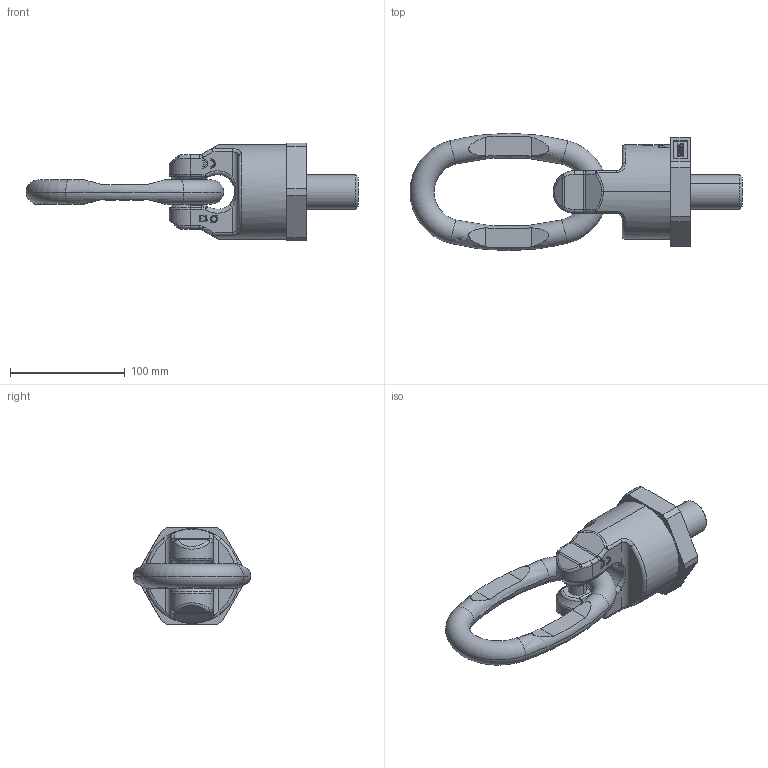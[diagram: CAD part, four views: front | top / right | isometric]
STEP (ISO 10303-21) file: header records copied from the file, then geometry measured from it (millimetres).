
FILE_DESCRIPTION((''),'2;1');
FILE_NAME('001-M31395-P-20_ASM','2019-09-11T',('anja.joas'),(''),'PRO/ENGINEER BY PARAMETRIC TECHNOLOGY CORPORATION, 2011490','PRO/ENGINEER BY PARAMETRIC TECHNOLOGY CORPORATION, 2011490','');
FILE_SCHEMA(('CONFIG_CONTROL_DESIGN'));
Length unit declared in the file: millimetre
Products named in the file (4): 001-M31395-P-20_AF0; 001-M31395-P-40; 001-M31290-004; 001-M31395-P-20_ASM
Assembly tree (3 placements, depth 2):
  001-M31395-P-20_ASM
    001-M31395-P-20_AF0
    001-M31395-P-40
    001-M31290-004
Bounding box: 289 x 102 x 85 mm (x, y, z)
Volume: 595484.6 mm3; surface area: 80510.6 mm2
Topology: 3 solids, 3 shells, 1098 faces, 2988 edges, 1948 vertices
Faces by surface type: plane 912, cylinder 74, bspline 64, torus 34, sphere 12, cone 2
Entity records: 37576 total; most frequent: CARTESIAN_POINT 10870, ORIENTED_EDGE 5976, DIRECTION 4800, EDGE_CURVE 2988, VECTOR 2140, LINE 2140, VERTEX_POINT 1948, AXIS2_PLACEMENT_3D 1330
